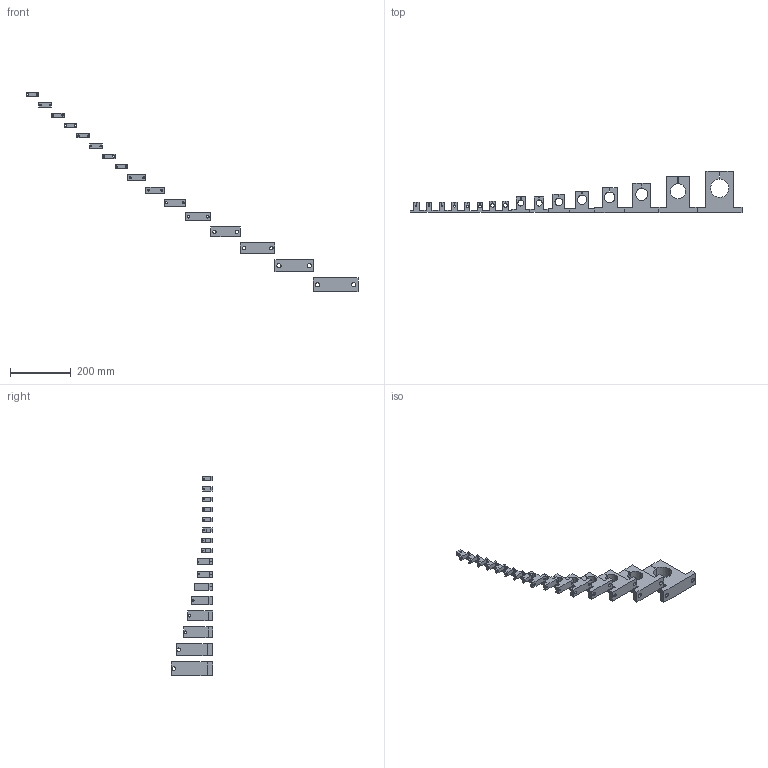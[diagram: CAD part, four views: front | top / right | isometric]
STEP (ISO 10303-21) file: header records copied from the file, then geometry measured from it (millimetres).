
FILE_DESCRIPTION (( 'STEP AP214' ), '1' );
FILE_NAME ('All Holders.STEP', '2018-10-10T18:28:40', ( '' ), ( '' ), 'SwSTEP 2.0', 'SolidWorks 2018', '' );
FILE_SCHEMA (( 'AUTOMOTIVE_DESIGN' ));
Length unit declared in the file: millimetre
Products named in the file (17): SK60 SHAFT HOLDER; SK10 SHAFT HOLDER; SK3 SHAFT HOLDER; SK13 SHAFT HOLDER; SK35 SHAFT HOLDER; SK6 SHAFT HOLDER; SK12 SHAFT HOLDER; SK30 SHAFT HOLDER; SK5 SHAFT HOLDER; All Holders; SK8 SHAFT HOLDER; SK4 SHAFT HOLDER; SK40 SHAFT HOLDER; SK25 SHAFT HOLDER; SK16 SHAFT HOLDER; SK50 SHAFT HOLDER; SK20 SHAFT HOLDER
Assembly tree (16 placements, depth 2):
  All Holders
    SK3 SHAFT HOLDER
    SK4 SHAFT HOLDER
    SK5 SHAFT HOLDER
    SK6 SHAFT HOLDER
    SK8 SHAFT HOLDER
    SK10 SHAFT HOLDER
    SK12 SHAFT HOLDER
    SK13 SHAFT HOLDER
    SK16 SHAFT HOLDER
    SK20 SHAFT HOLDER
    SK25 SHAFT HOLDER
    SK30 SHAFT HOLDER
    SK35 SHAFT HOLDER
    SK40 SHAFT HOLDER
    SK50 SHAFT HOLDER
    SK60 SHAFT HOLDER
Bounding box: 1096 x 136 x 657 mm (x, y, z)
Volume: 1315630.2 mm3; surface area: 253510.2 mm2
Topology: 16 solids, 16 shells, 385 faces, 1056 edges, 704 vertices
Faces by surface type: plane 209, cylinder 176
Entity records: 13280 total; most frequent: DIRECTION 2216, CARTESIAN_POINT 2164, ORIENTED_EDGE 2112, EDGE_CURVE 1056, AXIS2_PLACEMENT_3D 756, LINE 704, VERTEX_POINT 704, VECTOR 704
